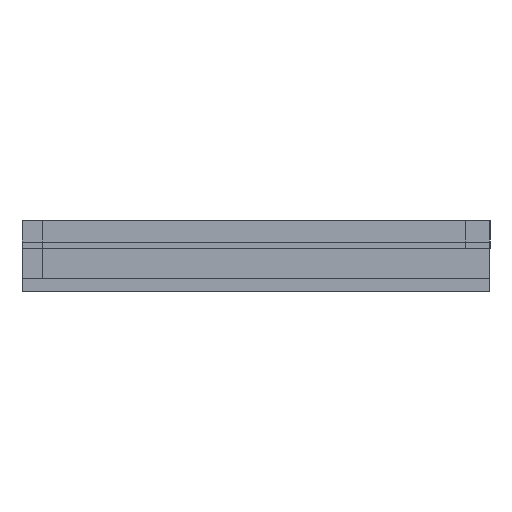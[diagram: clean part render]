
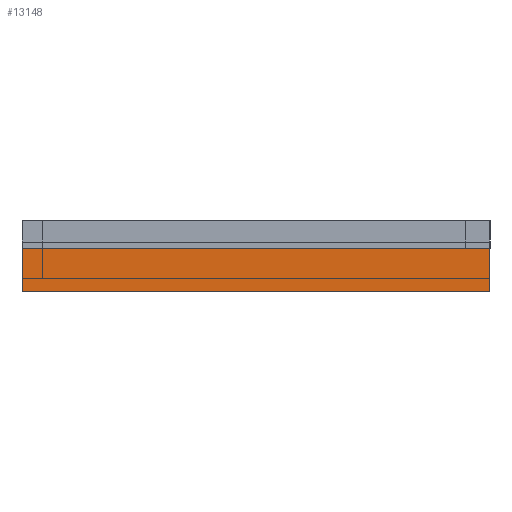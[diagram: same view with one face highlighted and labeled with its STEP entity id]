
A CAD part, front view. The second image highlights one B-rep face of the part: STEP entity #13148.
In plain terms, the highlighted planar face has unit normal (0, -1, 0).
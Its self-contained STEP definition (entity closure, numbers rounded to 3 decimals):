
#1660=FACE_OUTER_BOUND('',#2546,.T.);
#2546=EDGE_LOOP('',(#11588,#11589,#11590,#11591));
#3862=LINE('',#21402,#5184);
#3863=LINE('',#21404,#5185);
#3864=LINE('',#21406,#5186);
#3865=LINE('',#21407,#5187);
#5184=VECTOR('',#17807,10.);
#5185=VECTOR('',#17808,10.);
#5186=VECTOR('',#17809,10.);
#5187=VECTOR('',#17810,10.);
#6321=VERTEX_POINT('',#21400);
#6322=VERTEX_POINT('',#21401);
#6323=VERTEX_POINT('',#21403);
#6324=VERTEX_POINT('',#21405);
#8078=EDGE_CURVE('',#6321,#6322,#3862,.T.);
#8079=EDGE_CURVE('',#6321,#6323,#3863,.T.);
#8080=EDGE_CURVE('',#6324,#6323,#3864,.T.);
#8081=EDGE_CURVE('',#6322,#6324,#3865,.T.);
#11588=ORIENTED_EDGE('',*,*,#8078,.F.);
#11589=ORIENTED_EDGE('',*,*,#8079,.T.);
#11590=ORIENTED_EDGE('',*,*,#8080,.F.);
#11591=ORIENTED_EDGE('',*,*,#8081,.F.);
#12039=PLANE('',#14288);
#13148=ADVANCED_FACE('',(#1660),#12039,.T.);
#14288=AXIS2_PLACEMENT_3D('',#21399,#17805,#17806);
#17805=DIRECTION('center_axis',(0.,-1.,0.));
#17806=DIRECTION('ref_axis',(-1.,0.,0.));
#17807=DIRECTION('',(1.,0.,0.));
#17808=DIRECTION('',(0.,0.,-1.));
#17809=DIRECTION('',(-1.,0.,0.));
#17810=DIRECTION('',(0.,0.,-1.));
#21399=CARTESIAN_POINT('Origin',(130.3,-127.025,0.));
#21400=CARTESIAN_POINT('',(21.326,-127.025,0.));
#21401=CARTESIAN_POINT('',(130.3,-127.025,0.));
#21402=CARTESIAN_POINT('',(21.326,-127.025,0.));
#21403=CARTESIAN_POINT('',(21.326,-127.025,-10.));
#21404=CARTESIAN_POINT('',(21.326,-127.025,0.));
#21405=CARTESIAN_POINT('',(130.3,-127.025,-10.));
#21406=CARTESIAN_POINT('',(21.326,-127.025,-10.));
#21407=CARTESIAN_POINT('',(130.3,-127.025,0.));
